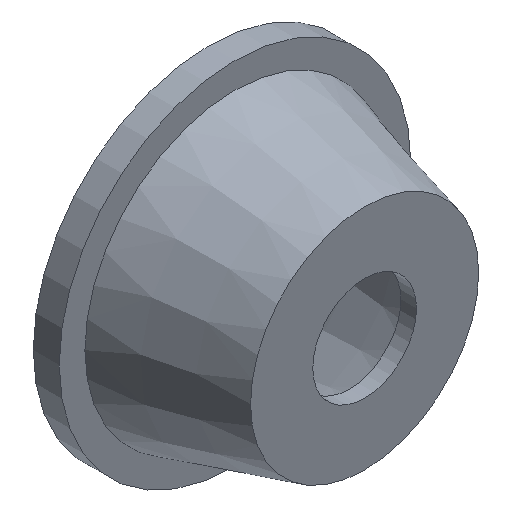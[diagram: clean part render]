
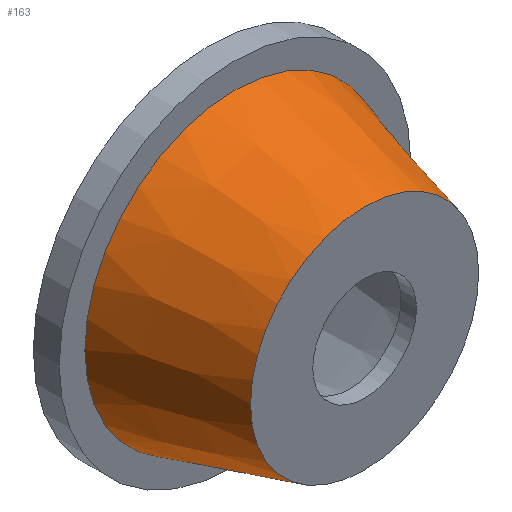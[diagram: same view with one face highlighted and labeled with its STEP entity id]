
A CAD part, isometric view. The second image highlights one B-rep face of the part: STEP entity #163.
In plain terms, the highlighted conical face has half-angle 15.527 degrees and reference radius 25.473 mm.
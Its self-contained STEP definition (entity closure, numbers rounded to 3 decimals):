
#15=CONICAL_SURFACE('',#191,25.473,0.271);
#30=FACE_OUTER_BOUND('',#41,.T.);
#41=EDGE_LOOP('',(#125,#126,#127,#128,#129,#130));
#54=LINE('',#289,#59);
#59=VECTOR('',#234,25.473);
#66=CIRCLE('',#192,28.946);
#67=CIRCLE('',#193,28.946);
#68=CIRCLE('',#194,22.);
#69=CIRCLE('',#195,22.);
#82=VERTEX_POINT('',#284);
#83=VERTEX_POINT('',#285);
#84=VERTEX_POINT('',#288);
#85=VERTEX_POINT('',#290);
#100=EDGE_CURVE('',#82,#83,#66,.T.);
#101=EDGE_CURVE('',#83,#82,#67,.T.);
#102=EDGE_CURVE('',#83,#84,#54,.T.);
#103=EDGE_CURVE('',#84,#85,#68,.T.);
#104=EDGE_CURVE('',#85,#84,#69,.T.);
#125=ORIENTED_EDGE('',*,*,#100,.F.);
#126=ORIENTED_EDGE('',*,*,#101,.F.);
#127=ORIENTED_EDGE('',*,*,#102,.T.);
#128=ORIENTED_EDGE('',*,*,#103,.T.);
#129=ORIENTED_EDGE('',*,*,#104,.T.);
#130=ORIENTED_EDGE('',*,*,#102,.F.);
#163=ADVANCED_FACE('',(#30),#15,.T.);
#191=AXIS2_PLACEMENT_3D('',#283,#228,#229);
#192=AXIS2_PLACEMENT_3D('',#286,#230,#231);
#193=AXIS2_PLACEMENT_3D('',#287,#232,#233);
#194=AXIS2_PLACEMENT_3D('',#291,#235,#236);
#195=AXIS2_PLACEMENT_3D('',#292,#237,#238);
#228=DIRECTION('center_axis',(0.,1.,0.));
#229=DIRECTION('ref_axis',(0.,0.,1.));
#230=DIRECTION('center_axis',(0.,1.,0.));
#231=DIRECTION('ref_axis',(1.,0.,0.));
#232=DIRECTION('center_axis',(0.,1.,0.));
#233=DIRECTION('ref_axis',(1.,0.,0.));
#234=DIRECTION('',(0.,-0.964,0.268));
#235=DIRECTION('center_axis',(0.,1.,0.));
#236=DIRECTION('ref_axis',(1.,0.,0.));
#237=DIRECTION('center_axis',(0.,1.,0.));
#238=DIRECTION('ref_axis',(1.,0.,0.));
#283=CARTESIAN_POINT('Origin',(0.,12.5,0.));
#284=CARTESIAN_POINT('',(0.,25.,28.946));
#285=CARTESIAN_POINT('',(0.,25.,-28.946));
#286=CARTESIAN_POINT('Origin',(0.,25.,0.));
#287=CARTESIAN_POINT('Origin',(0.,25.,0.));
#288=CARTESIAN_POINT('',(0.,0.,-22.));
#289=CARTESIAN_POINT('',(0.,12.5,-25.473));
#290=CARTESIAN_POINT('',(0.,0.,22.));
#291=CARTESIAN_POINT('Origin',(0.,0.,0.));
#292=CARTESIAN_POINT('Origin',(0.,0.,0.));
